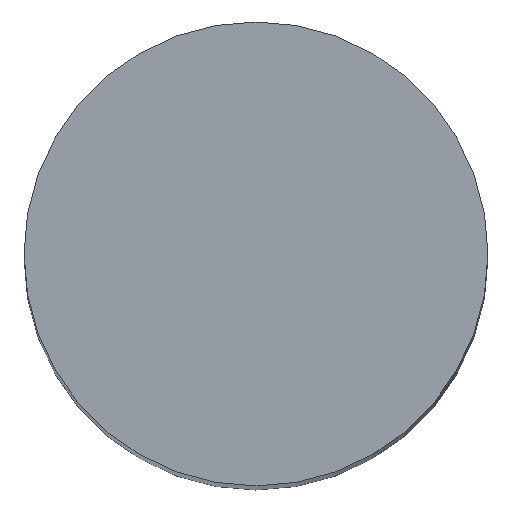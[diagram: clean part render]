
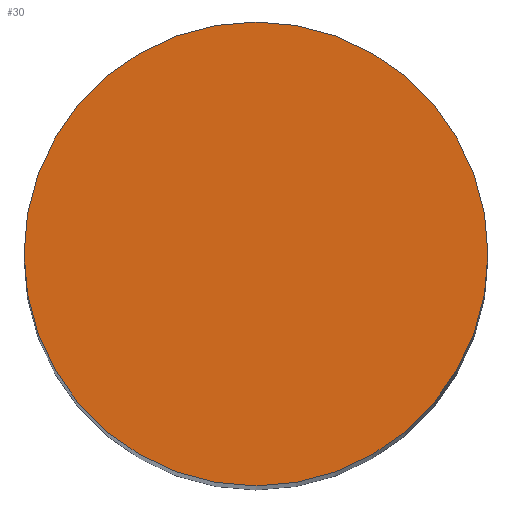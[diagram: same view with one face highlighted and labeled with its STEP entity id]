
A CAD part, top view. The second image highlights one B-rep face of the part: STEP entity #30.
In plain terms, the highlighted planar face has unit normal (0, 0, 1).
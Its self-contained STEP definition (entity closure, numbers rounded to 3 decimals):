
#1 = CIRCLE ( 'NONE', #74, 5. ) ;
#7 = CARTESIAN_POINT ( 'NONE',  ( 0., 0., 50.8 ) ) ;
#8 = AXIS2_PLACEMENT_3D ( 'NONE', #63, #31, #123 ) ;
#9 = CIRCLE ( 'NONE', #8, 5. ) ;
#21 = VERTEX_POINT ( 'NONE', #139 ) ;
#24 = DIRECTION ( 'NONE',  ( 1., 0., 0. ) ) ;
#25 = PLANE ( 'NONE',  #56 ) ;
#30 = ADVANCED_FACE ( 'NONE', ( #83 ), #25, .T. ) ;
#31 = DIRECTION ( 'NONE',  ( 0., 0., 1. ) ) ;
#38 = ORIENTED_EDGE ( 'NONE', *, *, #129, .T. ) ;
#46 = CARTESIAN_POINT ( 'NONE',  ( 0., 0., 50.8 ) ) ;
#56 = AXIS2_PLACEMENT_3D ( 'NONE', #7, #78, #24 ) ;
#57 = VERTEX_POINT ( 'NONE', #133 ) ;
#63 = CARTESIAN_POINT ( 'NONE',  ( 0., 0., 50.8 ) ) ;
#74 = AXIS2_PLACEMENT_3D ( 'NONE', #46, #89, #91 ) ;
#78 = DIRECTION ( 'NONE',  ( 0., 0., 1. ) ) ;
#83 = FACE_OUTER_BOUND ( 'NONE', #128, .T. ) ;
#89 = DIRECTION ( 'NONE',  ( 0., 0., 1. ) ) ;
#91 = DIRECTION ( 'NONE',  ( 1., 0., 0. ) ) ;
#97 = ORIENTED_EDGE ( 'NONE', *, *, #107, .T. ) ;
#107 = EDGE_CURVE ( 'NONE', #21, #57, #1, .T. ) ;
#123 = DIRECTION ( 'NONE',  ( 1., 0., 0. ) ) ;
#128 = EDGE_LOOP ( 'NONE', ( #97, #38 ) ) ;
#129 = EDGE_CURVE ( 'NONE', #57, #21, #9, .T. ) ;
#133 = CARTESIAN_POINT ( 'NONE',  ( 5., 0., 50.8 ) ) ;
#139 = CARTESIAN_POINT ( 'NONE',  ( -5., 0., 50.8 ) ) ;
